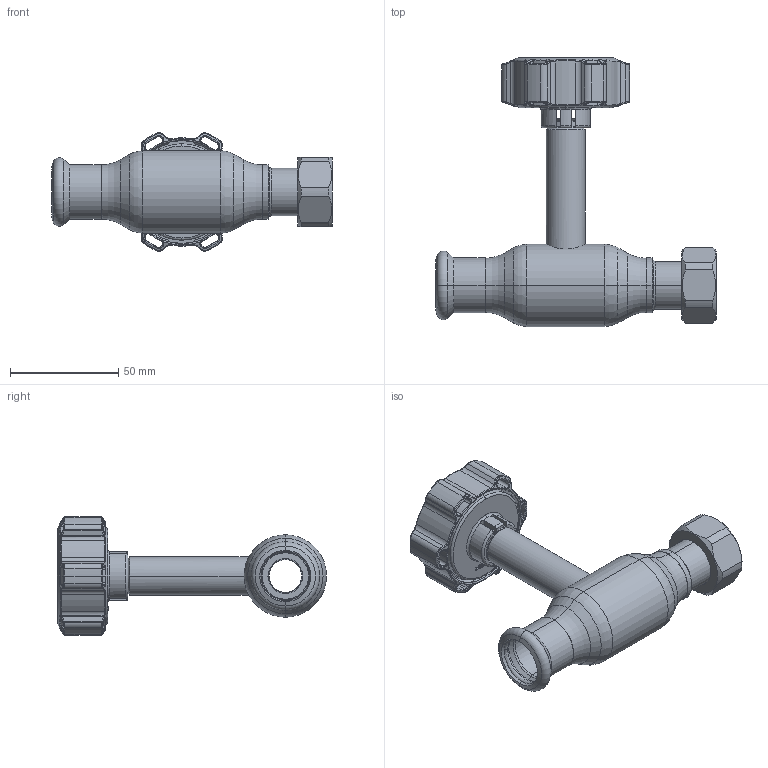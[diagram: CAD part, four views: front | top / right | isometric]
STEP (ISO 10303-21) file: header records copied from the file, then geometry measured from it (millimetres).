
FILE_DESCRIPTION (( 'STEP AP214' ), '1' );
FILE_NAME ('2020001411-0200.step', '2023-12-12T08:54:49', ( '' ), ( '' ), 'SwSTEP 2.0', 'SolidWorks 2021', '' );
FILE_SCHEMA (( 'AUTOMOTIVE_DESIGN' ));
Length unit declared in the file: millimetre
Products named in the file (1): 2020001411-0200
Bounding box: 129.5 x 124.1 x 54.57 mm (x, y, z)
Surface area: 36481 mm2 (no closed solid volume)
Topology: 0 solids, 12 shells, 530 faces, 1581 edges, 1033 vertices
Faces by surface type: bspline 168, cylinder 134, plane 87, torus 79, cone 62
Entity records: 33029 total; most frequent: CARTESIAN_POINT 14636, ORIENTED_EDGE 2768, DIRECTION 2214, EDGE_CURVE 1577, VERTEX_POINT 1033, AXIS2_PLACEMENT_3D 898, B_SPLINE_CURVE_WITH_KNOTS 594, EDGE_LOOP 565
